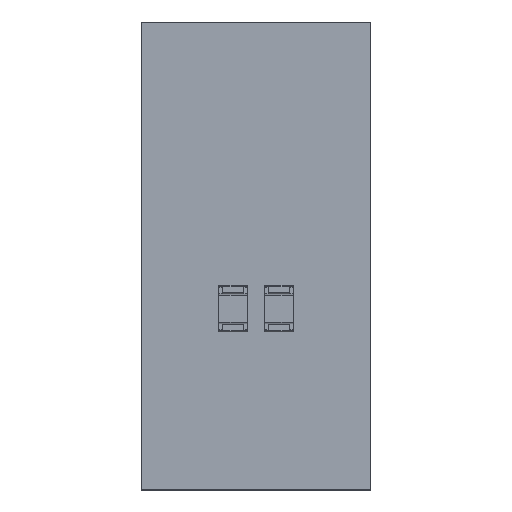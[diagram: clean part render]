
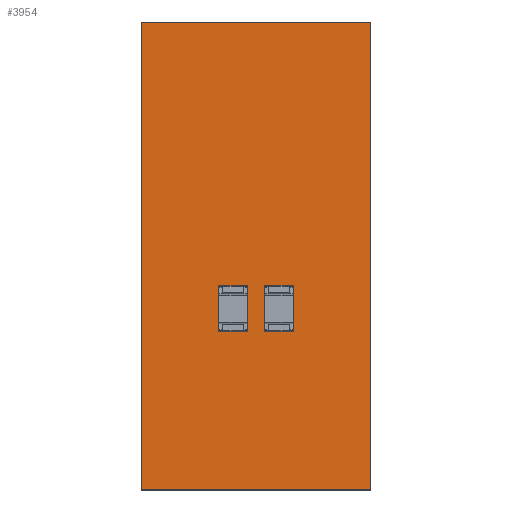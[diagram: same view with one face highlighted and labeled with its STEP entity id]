
A CAD part, top view. The second image highlights one B-rep face of the part: STEP entity #3954.
In plain terms, the highlighted planar face has unit normal (0, 0, 1).
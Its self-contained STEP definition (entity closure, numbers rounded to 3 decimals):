
#3640 = VERTEX_POINT('',#3641);
#3641 = CARTESIAN_POINT('',(114.,-76.9,1.6));
#3648 = PLANE('',#3649);
#3649 = AXIS2_PLACEMENT_3D('',#3650,#3651,#3652);
#3650 = CARTESIAN_POINT('',(114.,-76.9,0.));
#3651 = DIRECTION('',(-1.,0.,0.));
#3652 = DIRECTION('',(0.,1.,0.));
#3660 = PLANE('',#3661);
#3661 = AXIS2_PLACEMENT_3D('',#3662,#3663,#3664);
#3662 = CARTESIAN_POINT('',(104.,-76.9,0.));
#3663 = DIRECTION('',(0.,1.,0.));
#3664 = DIRECTION('',(1.,0.,0.));
#3672 = EDGE_CURVE('',#3640,#3673,#3675,.T.);
#3673 = VERTEX_POINT('',#3674);
#3674 = CARTESIAN_POINT('',(114.,-56.5,1.6));
#3675 = SURFACE_CURVE('',#3676,(#3680,#3687),.PCURVE_S1.);
#3676 = LINE('',#3677,#3678);
#3677 = CARTESIAN_POINT('',(114.,-76.9,1.6));
#3678 = VECTOR('',#3679,1.);
#3679 = DIRECTION('',(0.,1.,0.));
#3680 = PCURVE('',#3648,#3681);
#3681 = DEFINITIONAL_REPRESENTATION('',(#3682),#3686);
#3682 = LINE('',#3683,#3684);
#3683 = CARTESIAN_POINT('',(0.,-1.6));
#3684 = VECTOR('',#3685,1.);
#3685 = DIRECTION('',(1.,0.));
#3686 = ( GEOMETRIC_REPRESENTATION_CONTEXT(2) 
PARAMETRIC_REPRESENTATION_CONTEXT() REPRESENTATION_CONTEXT('2D SPACE',''
  ) );
#3687 = PCURVE('',#3688,#3693);
#3688 = PLANE('',#3689);
#3689 = AXIS2_PLACEMENT_3D('',#3690,#3691,#3692);
#3690 = CARTESIAN_POINT('',(109.,-66.7,1.6));
#3691 = DIRECTION('',(0.,0.,1.));
#3692 = DIRECTION('',(1.,0.,-0.));
#3693 = DEFINITIONAL_REPRESENTATION('',(#3694),#3698);
#3694 = LINE('',#3695,#3696);
#3695 = CARTESIAN_POINT('',(5.,-10.2));
#3696 = VECTOR('',#3697,1.);
#3697 = DIRECTION('',(0.,1.));
#3698 = ( GEOMETRIC_REPRESENTATION_CONTEXT(2) 
PARAMETRIC_REPRESENTATION_CONTEXT() REPRESENTATION_CONTEXT('2D SPACE',''
  ) );
#3716 = PLANE('',#3717);
#3717 = AXIS2_PLACEMENT_3D('',#3718,#3719,#3720);
#3718 = CARTESIAN_POINT('',(114.,-56.5,0.));
#3719 = DIRECTION('',(0.,-1.,0.));
#3720 = DIRECTION('',(-1.,0.,0.));
#3758 = EDGE_CURVE('',#3673,#3759,#3761,.T.);
#3759 = VERTEX_POINT('',#3760);
#3760 = CARTESIAN_POINT('',(104.,-56.5,1.6));
#3761 = SURFACE_CURVE('',#3762,(#3766,#3773),.PCURVE_S1.);
#3762 = LINE('',#3763,#3764);
#3763 = CARTESIAN_POINT('',(114.,-56.5,1.6));
#3764 = VECTOR('',#3765,1.);
#3765 = DIRECTION('',(-1.,0.,0.));
#3766 = PCURVE('',#3716,#3767);
#3767 = DEFINITIONAL_REPRESENTATION('',(#3768),#3772);
#3768 = LINE('',#3769,#3770);
#3769 = CARTESIAN_POINT('',(0.,-1.6));
#3770 = VECTOR('',#3771,1.);
#3771 = DIRECTION('',(1.,0.));
#3772 = ( GEOMETRIC_REPRESENTATION_CONTEXT(2) 
PARAMETRIC_REPRESENTATION_CONTEXT() REPRESENTATION_CONTEXT('2D SPACE',''
  ) );
#3773 = PCURVE('',#3688,#3774);
#3774 = DEFINITIONAL_REPRESENTATION('',(#3775),#3779);
#3775 = LINE('',#3776,#3777);
#3776 = CARTESIAN_POINT('',(5.,10.2));
#3777 = VECTOR('',#3778,1.);
#3778 = DIRECTION('',(-1.,0.));
#3779 = ( GEOMETRIC_REPRESENTATION_CONTEXT(2) 
PARAMETRIC_REPRESENTATION_CONTEXT() REPRESENTATION_CONTEXT('2D SPACE',''
  ) );
#3797 = PLANE('',#3798);
#3798 = AXIS2_PLACEMENT_3D('',#3799,#3800,#3801);
#3799 = CARTESIAN_POINT('',(104.,-56.5,0.));
#3800 = DIRECTION('',(1.,0.,-0.));
#3801 = DIRECTION('',(0.,-1.,0.));
#3834 = EDGE_CURVE('',#3759,#3835,#3837,.T.);
#3835 = VERTEX_POINT('',#3836);
#3836 = CARTESIAN_POINT('',(104.,-76.9,1.6));
#3837 = SURFACE_CURVE('',#3838,(#3842,#3849),.PCURVE_S1.);
#3838 = LINE('',#3839,#3840);
#3839 = CARTESIAN_POINT('',(104.,-56.5,1.6));
#3840 = VECTOR('',#3841,1.);
#3841 = DIRECTION('',(0.,-1.,0.));
#3842 = PCURVE('',#3797,#3843);
#3843 = DEFINITIONAL_REPRESENTATION('',(#3844),#3848);
#3844 = LINE('',#3845,#3846);
#3845 = CARTESIAN_POINT('',(0.,-1.6));
#3846 = VECTOR('',#3847,1.);
#3847 = DIRECTION('',(1.,0.));
#3848 = ( GEOMETRIC_REPRESENTATION_CONTEXT(2) 
PARAMETRIC_REPRESENTATION_CONTEXT() REPRESENTATION_CONTEXT('2D SPACE',''
  ) );
#3849 = PCURVE('',#3688,#3850);
#3850 = DEFINITIONAL_REPRESENTATION('',(#3851),#3855);
#3851 = LINE('',#3852,#3853);
#3852 = CARTESIAN_POINT('',(-5.,10.2));
#3853 = VECTOR('',#3854,1.);
#3854 = DIRECTION('',(0.,-1.));
#3855 = ( GEOMETRIC_REPRESENTATION_CONTEXT(2) 
PARAMETRIC_REPRESENTATION_CONTEXT() REPRESENTATION_CONTEXT('2D SPACE',''
  ) );
#3905 = EDGE_CURVE('',#3835,#3640,#3906,.T.);
#3906 = SURFACE_CURVE('',#3907,(#3911,#3918),.PCURVE_S1.);
#3907 = LINE('',#3908,#3909);
#3908 = CARTESIAN_POINT('',(104.,-76.9,1.6));
#3909 = VECTOR('',#3910,1.);
#3910 = DIRECTION('',(1.,0.,0.));
#3911 = PCURVE('',#3660,#3912);
#3912 = DEFINITIONAL_REPRESENTATION('',(#3913),#3917);
#3913 = LINE('',#3914,#3915);
#3914 = CARTESIAN_POINT('',(0.,-1.6));
#3915 = VECTOR('',#3916,1.);
#3916 = DIRECTION('',(1.,0.));
#3917 = ( GEOMETRIC_REPRESENTATION_CONTEXT(2) 
PARAMETRIC_REPRESENTATION_CONTEXT() REPRESENTATION_CONTEXT('2D SPACE',''
  ) );
#3918 = PCURVE('',#3688,#3919);
#3919 = DEFINITIONAL_REPRESENTATION('',(#3920),#3924);
#3920 = LINE('',#3921,#3922);
#3921 = CARTESIAN_POINT('',(-5.,-10.2));
#3922 = VECTOR('',#3923,1.);
#3923 = DIRECTION('',(1.,0.));
#3924 = ( GEOMETRIC_REPRESENTATION_CONTEXT(2) 
PARAMETRIC_REPRESENTATION_CONTEXT() REPRESENTATION_CONTEXT('2D SPACE',''
  ) );
#3954 = ADVANCED_FACE('',(#3955),#3688,.T.);
#3955 = FACE_BOUND('',#3956,.T.);
#3956 = EDGE_LOOP('',(#3957,#3958,#3959,#3960));
#3957 = ORIENTED_EDGE('',*,*,#3672,.T.);
#3958 = ORIENTED_EDGE('',*,*,#3758,.T.);
#3959 = ORIENTED_EDGE('',*,*,#3834,.T.);
#3960 = ORIENTED_EDGE('',*,*,#3905,.T.);
